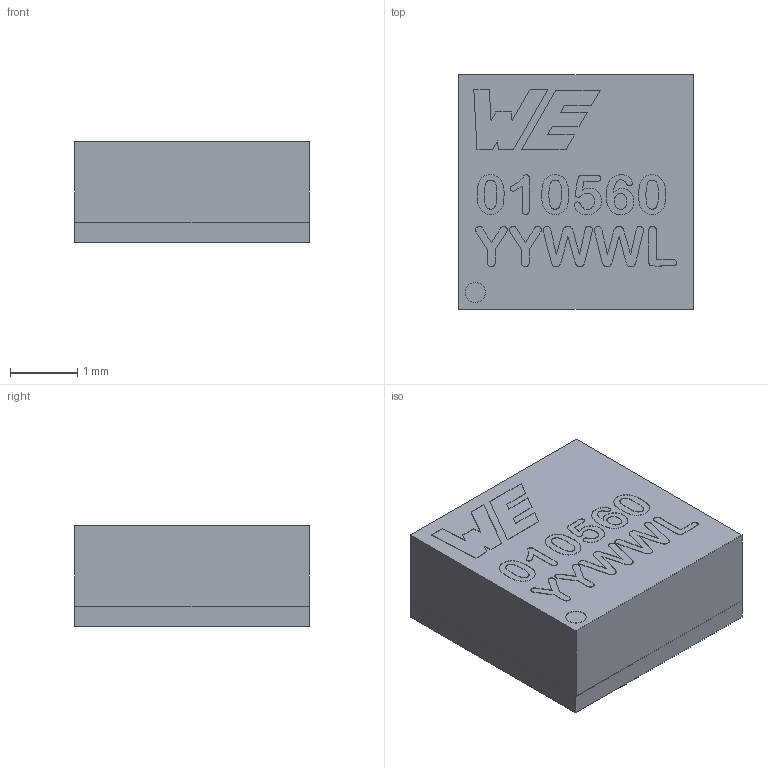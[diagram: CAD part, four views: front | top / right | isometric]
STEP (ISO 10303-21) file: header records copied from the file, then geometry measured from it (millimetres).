
FILE_DESCRIPTION(/* description */ ('Unknown'),/* implementation_level */ '2;1');
FILE_NAME(/* name */ '171010560',/* time_stamp */ '2025-02-27T10:38:06+01:00',/* author */ ('Unknown'),/* organization */ ('Unknown'),/* preprocessor_version */ 'ST-DEVELOPER v19.4',/* originating_system */ 'Solid Edge',/* authorisation */ 'Unknown');
FILE_SCHEMA (('AUTOMOTIVE_DESIGN {1 0 10303 214 3 1 1}'));
Length unit declared in the file: millimetre
Products named in the file (4): 171010560; Pad; Substrate; Inductor
Assembly tree (3 placements, depth 2):
  171010560
    Pad
    Substrate
    Inductor
Bounding box: 3.5 x 3.5 x 1.5 mm (x, y, z)
Volume: 18.4 mm3; surface area: 82 mm2
Topology: 11 solids, 11 shells, 133 faces, 252 edges, 168 vertices
Faces by surface type: plane 88, bspline 26, cylinder 19
Full cylindrical faces by diameter (mm): 0.3 x1, 0.6 x18
Entity records: 6092 total; most frequent: CARTESIAN_POINT 2771, ORIENTED_EDGE 452, DIRECTION 428, EDGE_CURVE 226, EDGE_LOOP 186, FACE_BOUND 186, VERTEX_POINT 168, AXIS2_PLACEMENT_3D 149
